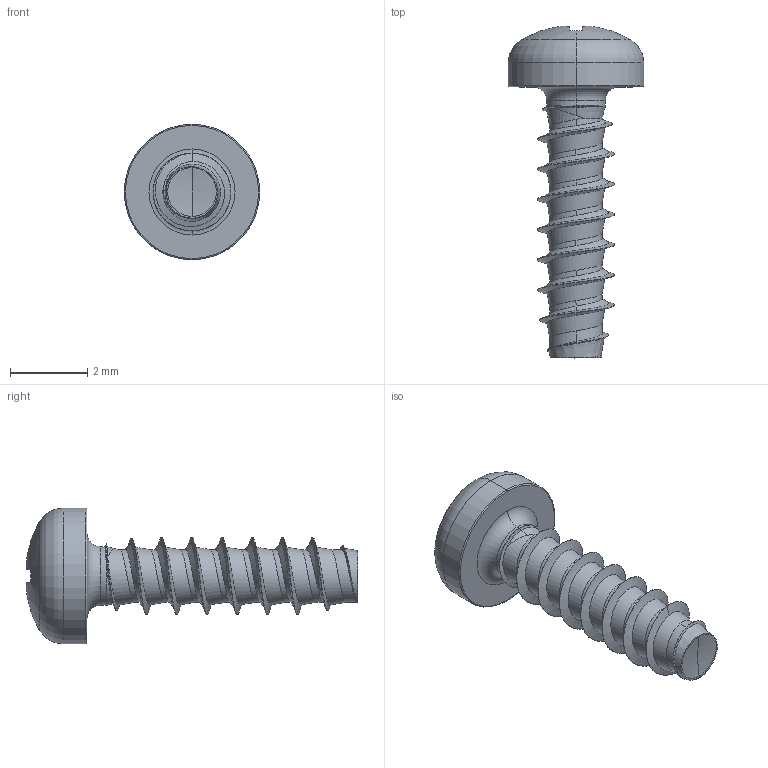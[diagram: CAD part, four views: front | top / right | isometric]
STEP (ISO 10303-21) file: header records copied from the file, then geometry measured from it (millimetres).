
FILE_DESCRIPTION (( 'STEP AP203' ), '1' );
FILE_NAME ('STP320200070.STEP', '2017-08-15T13:55:57', ( '' ), ( '' ), 'SwSTEP 2.0', 'SolidWorks 2015', '' );
FILE_SCHEMA (( 'CONFIG_CONTROL_DESIGN' ));
Length unit declared in the file: millimetre
Products named in the file (1): STP320200070
Bounding box: 3.5 x 8.57 x 3.5 mm (x, y, z)
Volume: 23.6 mm3; surface area: 82.3 mm2
Topology: 1 solids, 1 shells, 180 faces, 411 edges, 233 vertices
Faces by surface type: bspline 51, cylinder 42, torus 28, sphere 28, plane 22, cone 9
Entity records: 15451 total; most frequent: CARTESIAN_POINT 11731, ORIENTED_EDGE 818, DIRECTION 711, EDGE_CURVE 409, AXIS2_PLACEMENT_3D 318, VERTEX_POINT 233, CIRCLE 188, EDGE_LOOP 182
